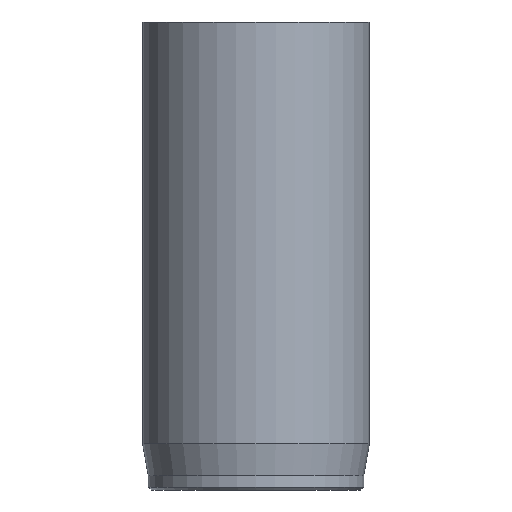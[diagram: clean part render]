
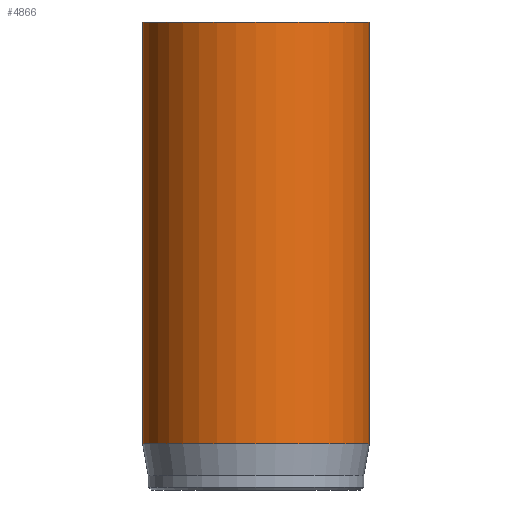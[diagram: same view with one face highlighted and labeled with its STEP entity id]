
A CAD part, front view. The second image highlights one B-rep face of the part: STEP entity #4866.
In plain terms, the highlighted cylindrical face has radius 8 mm (diameter 16 mm), a full revolution.
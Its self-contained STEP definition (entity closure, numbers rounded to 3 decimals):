
#32=CYLINDRICAL_SURFACE('',#5070,8.);
#47=CIRCLE('',#5037,8.);
#63=CIRCLE('',#5068,8.);
#64=CIRCLE('',#5069,8.);
#402=FACE_OUTER_BOUND('',#690,.T.);
#690=EDGE_LOOP('',(#4184,#4185,#4186,#4187,#4188));
#1036=LINE('',#8821,#1398);
#1398=VECTOR('',#5590,8.);
#2180=VERTEX_POINT('',#8760);
#2196=VERTEX_POINT('',#8815);
#2197=VERTEX_POINT('',#8816);
#2851=EDGE_CURVE('',#2180,#2180,#47,.T.);
#2875=EDGE_CURVE('',#2196,#2197,#63,.T.);
#2876=EDGE_CURVE('',#2197,#2196,#64,.T.);
#2878=EDGE_CURVE('',#2180,#2196,#1036,.T.);
#4184=ORIENTED_EDGE('',*,*,#2851,.T.);
#4185=ORIENTED_EDGE('',*,*,#2878,.T.);
#4186=ORIENTED_EDGE('',*,*,#2875,.T.);
#4187=ORIENTED_EDGE('',*,*,#2876,.T.);
#4188=ORIENTED_EDGE('',*,*,#2878,.F.);
#4866=ADVANCED_FACE('',(#402),#32,.T.);
#5037=AXIS2_PLACEMENT_3D('',#8761,#5513,#5514);
#5068=AXIS2_PLACEMENT_3D('',#8817,#5583,#5584);
#5069=AXIS2_PLACEMENT_3D('',#8818,#5585,#5586);
#5070=AXIS2_PLACEMENT_3D('',#8820,#5588,#5589);
#5513=DIRECTION('center_axis',(0.,0.,-1.));
#5514=DIRECTION('ref_axis',(-1.,0.,0.));
#5583=DIRECTION('center_axis',(0.,0.,1.));
#5584=DIRECTION('ref_axis',(-1.,0.,0.));
#5585=DIRECTION('center_axis',(0.,0.,1.));
#5586=DIRECTION('ref_axis',(-1.,0.,0.));
#5588=DIRECTION('center_axis',(0.,0.,1.));
#5589=DIRECTION('ref_axis',(-1.,0.,0.));
#5590=DIRECTION('',(0.,0.,-1.));
#8760=CARTESIAN_POINT('',(8.,0.,33.));
#8761=CARTESIAN_POINT('Origin',(0.,0.,33.));
#8815=CARTESIAN_POINT('',(8.,0.,3.269));
#8816=CARTESIAN_POINT('',(-8.,0.,3.269));
#8817=CARTESIAN_POINT('Origin',(0.,0.,3.269));
#8818=CARTESIAN_POINT('Origin',(0.,0.,3.269));
#8820=CARTESIAN_POINT('Origin',(0.,0.,0.));
#8821=CARTESIAN_POINT('',(8.,0.,0.));
